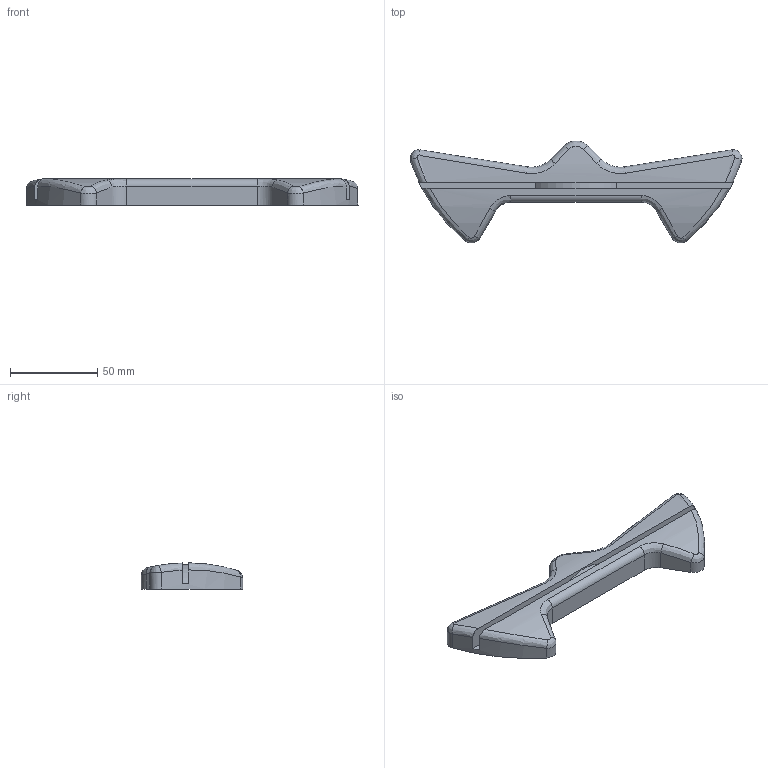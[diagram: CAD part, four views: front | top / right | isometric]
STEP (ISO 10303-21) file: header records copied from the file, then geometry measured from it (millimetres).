
FILE_DESCRIPTION(/* description */ (''),/* implementation_level */ '2;1');
FILE_NAME(/* name */ 'G004063-Patron pieza Horizontal_rev03.stp',/* time_stamp */ '2015-03-24T14:13:59+01:00',/* author */ ('jnazabal'),/* organization */ (''),/* preprocessor_version */ 'ST-DEVELOPER v15.6',/* originating_system */ 'Autodesk Inventor 2015',/* authorisation */ '');
FILE_SCHEMA (('AUTOMOTIVE_DESIGN { 1 0 10303 214 3 1 1 }'));
Length unit declared in the file: millimetre
Products named in the file (1): G004063-Patron pieza Horizontal_rev03
Bounding box: 190.28 x 58.35 x 15 mm (x, y, z)
Volume: 73641 mm3; surface area: 21790.8 mm2
Topology: 1 solids, 1 shells, 74 faces, 192 edges, 120 vertices
Faces by surface type: plane 32, bspline 21, cylinder 19, cone 2
Full cylindrical faces by diameter (mm): 3.5 x4, 6 x2
Entity records: 2790 total; most frequent: CARTESIAN_POINT 1146, ORIENTED_EDGE 352, DIRECTION 283, EDGE_CURVE 176, VERTEX_POINT 112, AXIS2_PLACEMENT_3D 99, EDGE_LOOP 90, LINE 85
